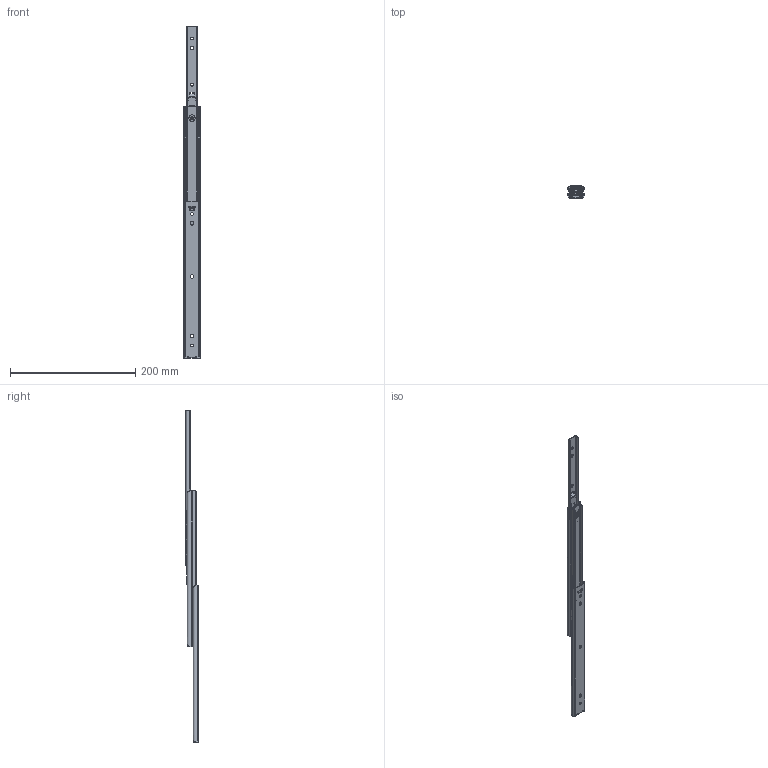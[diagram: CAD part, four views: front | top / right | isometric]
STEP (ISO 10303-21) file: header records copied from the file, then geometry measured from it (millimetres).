
FILE_DESCRIPTION (( 'STEP AP214' ), '1' );
FILE_NAME ('273sl-250.STEP', '2014-05-20T10:43:42', ( '' ), ( '' ), 'SwSTEP 2.0', 'SolidWorks 2013', '' );
FILE_SCHEMA (( 'AUTOMOTIVE_DESIGN' ));
Length unit declared in the file: millimetre
Products named in the file (11): 273sl-250-06; 273sl-250-06-02; 273sl-250-06-01; 273sl-250-05; 273sl-250-04; 273sl-250-03; 273sl-250-03-02; 273sl-250-03-01; 273sl-250-02; 273sl-250-01; 273sl-250
Assembly tree (44 placements, depth 3):
  273sl-250
    273sl-250-01
    273sl-250-02
    273sl-250-03
      273sl-250-03-01
      273sl-250-03-02  x16
    273sl-250-04
    273sl-250-05
    273sl-250-06
      273sl-250-06-01
      273sl-250-06-02  x20
Bounding box: 27 x 19.2 x 530 mm (x, y, z)
Volume: 40723 mm3; surface area: 88742.4 mm2
Topology: 50 solids, 50 shells, 986 faces, 2760 edges, 1806 vertices
Faces by surface type: cylinder 427, plane 424, sphere 101, bspline 30, torus 4
Full cylindrical faces by diameter (mm): 2 x1, 2.8 x3, 3 x4, 3.5 x2, 4 x6, 4.5 x6, 4.6 x1, 5 x1, 6.5 x4, 6.9 x2, 9 x1, 10 x3
Entity records: 31880 total; most frequent: CARTESIAN_POINT 7017, ORIENTED_EDGE 5088, DIRECTION 5022, EDGE_CURVE 2544, AXIS2_PLACEMENT_3D 1781, VERTEX_POINT 1702, VECTOR 1460, LINE 1460
